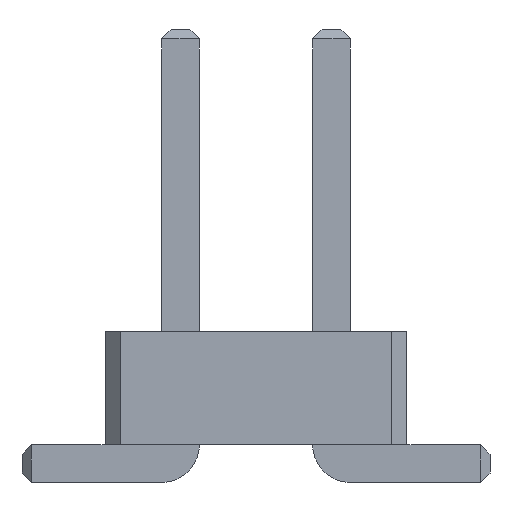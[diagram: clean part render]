
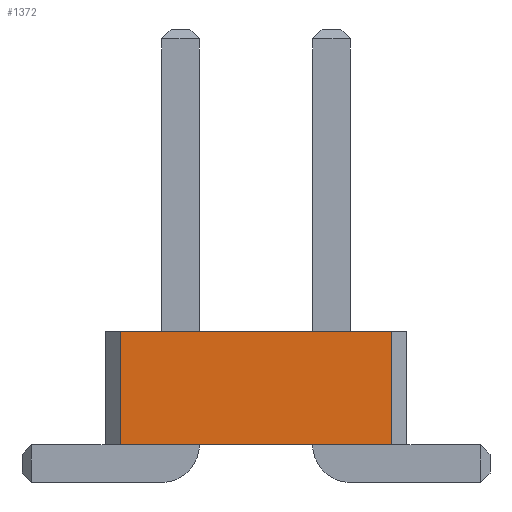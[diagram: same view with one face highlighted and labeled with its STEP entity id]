
A CAD part, front view. The second image highlights one B-rep face of the part: STEP entity #1372.
In plain terms, the highlighted planar face has unit normal (0, -1, 0).
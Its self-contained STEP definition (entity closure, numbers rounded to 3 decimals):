
#350 = VERTEX_POINT('',#351);
#351 = CARTESIAN_POINT('',(1.8,-3.,0.5));
#357 = EDGE_CURVE('',#358,#350,#360,.T.);
#358 = VERTEX_POINT('',#359);
#359 = CARTESIAN_POINT('',(-1.8,-3.,0.5));
#360 = LINE('',#361,#362);
#361 = CARTESIAN_POINT('',(-1.8,-3.,0.5));
#362 = VECTOR('',#363,1.);
#363 = DIRECTION('',(1.,0.,0.));
#630 = VERTEX_POINT('',#631);
#631 = CARTESIAN_POINT('',(1.8,-3.,2.));
#637 = EDGE_CURVE('',#638,#630,#640,.T.);
#638 = VERTEX_POINT('',#639);
#639 = CARTESIAN_POINT('',(-1.8,-3.,2.));
#640 = LINE('',#641,#642);
#641 = CARTESIAN_POINT('',(-1.8,-3.,2.));
#642 = VECTOR('',#643,1.);
#643 = DIRECTION('',(1.,0.,0.));
#1361 = EDGE_CURVE('',#358,#638,#1362,.T.);
#1362 = LINE('',#1363,#1364);
#1363 = CARTESIAN_POINT('',(-1.8,-3.,0.5));
#1364 = VECTOR('',#1365,1.);
#1365 = DIRECTION('',(0.,0.,1.));
#1372 = ADVANCED_FACE('',(#1373),#1384,.F.);
#1373 = FACE_BOUND('',#1374,.F.);
#1374 = EDGE_LOOP('',(#1375,#1376,#1377,#1383));
#1375 = ORIENTED_EDGE('',*,*,#1361,.T.);
#1376 = ORIENTED_EDGE('',*,*,#637,.T.);
#1377 = ORIENTED_EDGE('',*,*,#1378,.F.);
#1378 = EDGE_CURVE('',#350,#630,#1379,.T.);
#1379 = LINE('',#1380,#1381);
#1380 = CARTESIAN_POINT('',(1.8,-3.,0.5));
#1381 = VECTOR('',#1382,1.);
#1382 = DIRECTION('',(0.,0.,1.));
#1383 = ORIENTED_EDGE('',*,*,#357,.F.);
#1384 = PLANE('',#1385);
#1385 = AXIS2_PLACEMENT_3D('',#1386,#1387,#1388);
#1386 = CARTESIAN_POINT('',(-1.8,-3.,0.5));
#1387 = DIRECTION('',(0.,1.,0.));
#1388 = DIRECTION('',(1.,0.,0.));
